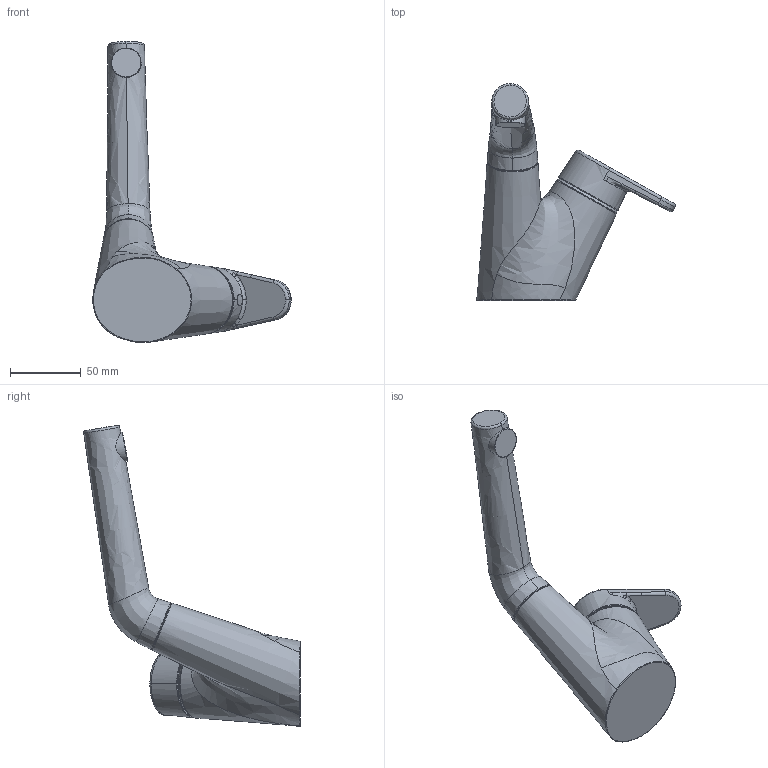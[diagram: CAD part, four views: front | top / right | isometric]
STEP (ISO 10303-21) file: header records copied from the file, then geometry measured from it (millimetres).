
FILE_DESCRIPTION (( 'STEP AP203' ), '1' );
FILE_NAME ('2203F+2204F+55052281.STEP', '2017-03-09T05:45:12', ( '' ), ( '' ), 'SwSTEP 2.0', 'SolidWorks 2016', '' );
FILE_SCHEMA (( 'CONFIG_CONTROL_DESIGN' ));
Length unit declared in the file: millimetre
Products named in the file (1): 2203F+2204F+55052281
Bounding box: 140.58 x 153.4 x 213.25 mm (x, y, z)
Volume: 467456.8 mm3; surface area: 48147.4 mm2
Topology: 1 solids, 1 shells, 68 faces, 167 edges, 104 vertices
Faces by surface type: bspline 54, plane 6, torus 3, cylinder 2, cone 2, sphere 1
Full cylindrical faces by diameter (mm): 21 x1, 35.047 x1
Entity records: 10700 total; most frequent: CARTESIAN_POINT 9530, ORIENTED_EDGE 308, EDGE_CURVE 154, B_SPLINE_CURVE_WITH_KNOTS 119, VERTEX_POINT 98, EDGE_LOOP 78, FACE_OUTER_BOUND 74, DIRECTION 71
